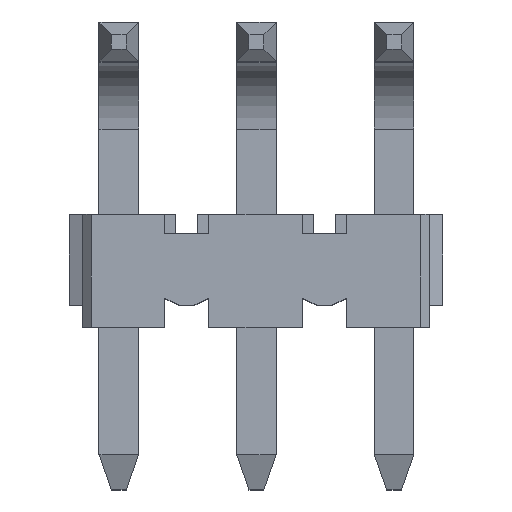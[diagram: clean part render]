
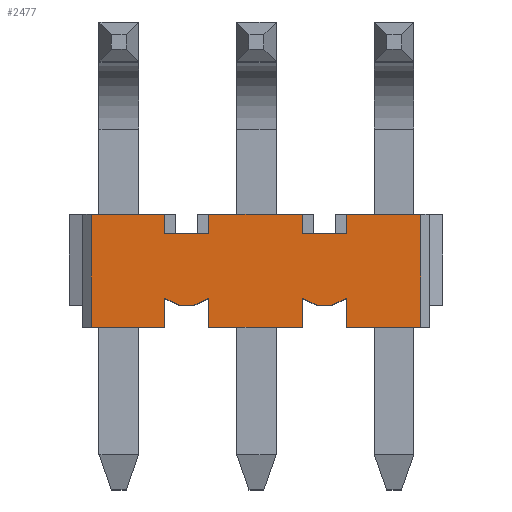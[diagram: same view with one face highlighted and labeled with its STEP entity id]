
A CAD part, top view. The second image highlights one B-rep face of the part: STEP entity #2477.
In plain terms, the highlighted planar face has unit normal (0, 0, 1).
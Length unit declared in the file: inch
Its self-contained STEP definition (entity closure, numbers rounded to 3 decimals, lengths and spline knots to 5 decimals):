
#17=DIRECTION('',(1.,0.,0.));
#18=VECTOR('',#17,0.084);
#19=CARTESIAN_POINT('',(0.1025,-0.064,0.15));
#20=LINE('',#19,#18);
#45=DIRECTION('',(1.,0.,0.));
#46=VECTOR('',#45,0.083);
#47=CARTESIAN_POINT('',(-0.1865,-0.064,0.15));
#48=LINE('',#47,#46);
#69=DIRECTION('',(1.,0.,0.));
#70=VECTOR('',#69,0.106);
#71=CARTESIAN_POINT('',(-0.0535,-0.064,0.15));
#72=LINE('',#71,#70);
#313=DIRECTION('',(0.,1.,0.));
#314=VECTOR('',#313,0.128);
#315=CARTESIAN_POINT('',(0.1865,-0.064,0.15));
#316=LINE('',#315,#314);
#329=DIRECTION('',(0.,1.,0.));
#330=VECTOR('',#329,0.033);
#331=CARTESIAN_POINT('',(-0.1035,-0.064,0.15));
#332=LINE('',#331,#330);
#333=DIRECTION('',(0.,-1.,0.));
#334=VECTOR('',#333,0.022);
#335=CARTESIAN_POINT('',(-0.1035,0.064,0.15));
#336=LINE('',#335,#334);
#337=DIRECTION('',(1.,0.,0.));
#338=VECTOR('',#337,0.05);
#339=CARTESIAN_POINT('',(-0.1035,0.042,0.15));
#340=LINE('',#339,#338);
#341=DIRECTION('',(0.,-1.,0.));
#342=VECTOR('',#341,0.022);
#343=CARTESIAN_POINT('',(-0.0535,0.064,0.15));
#344=LINE('',#343,#342);
#345=DIRECTION('',(0.,-1.,0.));
#346=VECTOR('',#345,0.022);
#347=CARTESIAN_POINT('',(0.0525,0.064,0.15));
#348=LINE('',#347,#346);
#349=DIRECTION('',(1.,0.,0.));
#350=VECTOR('',#349,0.05);
#351=CARTESIAN_POINT('',(0.0525,0.042,0.15));
#352=LINE('',#351,#350);
#353=DIRECTION('',(0.,-1.,0.));
#354=VECTOR('',#353,0.022);
#355=CARTESIAN_POINT('',(0.1025,0.064,0.15));
#356=LINE('',#355,#354);
#357=DIRECTION('',(0.,1.,0.));
#358=VECTOR('',#357,0.033);
#359=CARTESIAN_POINT('',(0.1025,-0.064,0.15));
#360=LINE('',#359,#358);
#361=DIRECTION('',(-0.905,-0.426,0.));
#362=VECTOR('',#361,0.01879);
#363=CARTESIAN_POINT('',(0.1025,-0.031,0.15));
#364=LINE('',#363,#362);
#365=DIRECTION('',(-1.,0.,0.));
#366=VECTOR('',#365,0.016);
#367=CARTESIAN_POINT('',(0.0855,-0.039,0.15));
#368=LINE('',#367,#366);
#369=DIRECTION('',(-0.905,0.426,0.));
#370=VECTOR('',#369,0.01879);
#371=CARTESIAN_POINT('',(0.0695,-0.039,0.15));
#372=LINE('',#371,#370);
#373=DIRECTION('',(0.,1.,0.));
#374=VECTOR('',#373,0.033);
#375=CARTESIAN_POINT('',(0.0525,-0.064,0.15));
#376=LINE('',#375,#374);
#377=DIRECTION('',(0.,1.,0.));
#378=VECTOR('',#377,0.033);
#379=CARTESIAN_POINT('',(-0.0535,-0.064,0.15));
#380=LINE('',#379,#378);
#381=DIRECTION('',(-0.905,-0.426,0.));
#382=VECTOR('',#381,0.01879);
#383=CARTESIAN_POINT('',(-0.0535,-0.031,0.15));
#384=LINE('',#383,#382);
#385=DIRECTION('',(-1.,0.,0.));
#386=VECTOR('',#385,0.016);
#387=CARTESIAN_POINT('',(-0.0705,-0.039,0.15));
#388=LINE('',#387,#386);
#389=DIRECTION('',(-0.905,0.426,0.));
#390=VECTOR('',#389,0.01879);
#391=CARTESIAN_POINT('',(-0.0865,-0.039,0.15));
#392=LINE('',#391,#390);
#393=DIRECTION('',(0.,1.,0.));
#394=VECTOR('',#393,0.128);
#395=CARTESIAN_POINT('',(-0.1865,-0.064,0.15));
#396=LINE('',#395,#394);
#505=DIRECTION('',(1.,0.,0.));
#506=VECTOR('',#505,0.084);
#507=CARTESIAN_POINT('',(0.1025,0.064,0.15));
#508=LINE('',#507,#506);
#529=DIRECTION('',(1.,0.,0.));
#530=VECTOR('',#529,0.083);
#531=CARTESIAN_POINT('',(-0.1865,0.064,0.15));
#532=LINE('',#531,#530);
#601=DIRECTION('',(1.,0.,0.));
#602=VECTOR('',#601,0.106);
#603=CARTESIAN_POINT('',(-0.0535,0.064,0.15));
#604=LINE('',#603,#602);
#1559=CARTESIAN_POINT('',(0.0525,0.064,0.15));
#1560=VERTEX_POINT('',#1559);
#1561=CARTESIAN_POINT('',(0.1025,0.064,0.15));
#1563=VERTEX_POINT('',#1561);
#1577=CARTESIAN_POINT('',(0.0525,0.042,0.15));
#1578=CARTESIAN_POINT('',(0.1025,0.042,0.15));
#1579=VERTEX_POINT('',#1577);
#1580=VERTEX_POINT('',#1578);
#1604=CARTESIAN_POINT('',(0.0525,-0.064,0.15));
#1606=VERTEX_POINT('',#1604);
#1612=CARTESIAN_POINT('',(0.1025,-0.064,0.15));
#1614=VERTEX_POINT('',#1612);
#1623=CARTESIAN_POINT('',(0.0525,-0.031,0.15));
#1624=VERTEX_POINT('',#1623);
#1625=CARTESIAN_POINT('',(0.1025,-0.031,0.15));
#1626=VERTEX_POINT('',#1625);
#1627=CARTESIAN_POINT('',(0.0855,-0.039,0.15));
#1628=VERTEX_POINT('',#1627);
#1629=CARTESIAN_POINT('',(0.0695,-0.039,0.15));
#1630=VERTEX_POINT('',#1629);
#1681=CARTESIAN_POINT('',(-0.1035,0.064,0.15));
#1682=VERTEX_POINT('',#1681);
#1683=CARTESIAN_POINT('',(-0.0535,0.064,0.15));
#1685=VERTEX_POINT('',#1683);
#1699=CARTESIAN_POINT('',(-0.1035,0.042,0.15));
#1700=CARTESIAN_POINT('',(-0.0535,0.042,0.15));
#1701=VERTEX_POINT('',#1699);
#1702=VERTEX_POINT('',#1700);
#1703=CARTESIAN_POINT('',(0.1865,-0.064,0.15));
#1704=CARTESIAN_POINT('',(0.1865,0.064,0.15));
#1705=VERTEX_POINT('',#1703);
#1706=VERTEX_POINT('',#1704);
#1719=CARTESIAN_POINT('',(-0.1865,-0.064,0.15));
#1720=CARTESIAN_POINT('',(-0.1865,0.064,0.15));
#1721=VERTEX_POINT('',#1719);
#1722=VERTEX_POINT('',#1720);
#1850=CARTESIAN_POINT('',(-0.1035,-0.064,0.15));
#1852=VERTEX_POINT('',#1850);
#1858=CARTESIAN_POINT('',(-0.0535,-0.064,0.15));
#1860=VERTEX_POINT('',#1858);
#1869=CARTESIAN_POINT('',(-0.1035,-0.031,0.15));
#1870=VERTEX_POINT('',#1869);
#1871=CARTESIAN_POINT('',(-0.0535,-0.031,0.15));
#1872=VERTEX_POINT('',#1871);
#1873=CARTESIAN_POINT('',(-0.0705,-0.039,0.15));
#1874=VERTEX_POINT('',#1873);
#1875=CARTESIAN_POINT('',(-0.0865,-0.039,0.15));
#1876=VERTEX_POINT('',#1875);
#2430=CARTESIAN_POINT('',(-0.2115,-0.064,0.15));
#2431=DIRECTION('',(0.,0.,1.));
#2432=DIRECTION('',(1.,0.,0.));
#2433=AXIS2_PLACEMENT_3D('',#2430,#2431,#2432);
#2434=PLANE('',#2433);
#2435=ORIENTED_EDGE('',*,*,#2172,.F.);
#2436=ORIENTED_EDGE('',*,*,#2048,.F.);
#2438=ORIENTED_EDGE('',*,*,#2437,.T.);
#2440=ORIENTED_EDGE('',*,*,#2439,.T.);
#2442=ORIENTED_EDGE('',*,*,#2441,.T.);
#2444=ORIENTED_EDGE('',*,*,#2443,.T.);
#2446=ORIENTED_EDGE('',*,*,#2445,.F.);
#2448=ORIENTED_EDGE('',*,*,#2447,.T.);
#2450=ORIENTED_EDGE('',*,*,#2449,.T.);
#2452=ORIENTED_EDGE('',*,*,#2451,.T.);
#2454=ORIENTED_EDGE('',*,*,#2453,.F.);
#2456=ORIENTED_EDGE('',*,*,#2455,.T.);
#2457=ORIENTED_EDGE('',*,*,#2421,.F.);
#2458=ORIENTED_EDGE('',*,*,#2006,.F.);
#2459=ORIENTED_EDGE('',*,*,#2095,.T.);
#2461=ORIENTED_EDGE('',*,*,#2460,.T.);
#2462=ORIENTED_EDGE('',*,*,#2262,.T.);
#2464=ORIENTED_EDGE('',*,*,#2463,.T.);
#2466=ORIENTED_EDGE('',*,*,#2465,.F.);
#2467=ORIENTED_EDGE('',*,*,#2076,.F.);
#2469=ORIENTED_EDGE('',*,*,#2468,.T.);
#2471=ORIENTED_EDGE('',*,*,#2470,.T.);
#2472=ORIENTED_EDGE('',*,*,#2334,.T.);
#2474=ORIENTED_EDGE('',*,*,#2473,.T.);
#2475=EDGE_LOOP('',(#2435,#2436,#2438,#2440,#2442,#2444,#2446,#2448,#2450,#2452,
#2454,#2456,#2457,#2458,#2459,#2461,#2462,#2464,#2466,#2467,#2469,#2471,#2472,
#2474));
#2476=FACE_OUTER_BOUND('',#2475,.F.);
#2477=ADVANCED_FACE('',(#2476),#2434,.T.);
#2006=EDGE_CURVE('',#1614,#1705,#20,.T.);
#2048=EDGE_CURVE('',#1721,#1852,#48,.T.);
#2076=EDGE_CURVE('',#1860,#1606,#72,.T.);
#2095=EDGE_CURVE('',#1614,#1626,#360,.T.);
#2172=EDGE_CURVE('',#1852,#1870,#332,.T.);
#2262=EDGE_CURVE('',#1628,#1630,#368,.T.);
#2334=EDGE_CURVE('',#1874,#1876,#388,.T.);
#2421=EDGE_CURVE('',#1705,#1706,#316,.T.);
#2437=EDGE_CURVE('',#1721,#1722,#396,.T.);
#2439=EDGE_CURVE('',#1722,#1682,#532,.T.);
#2441=EDGE_CURVE('',#1682,#1701,#336,.T.);
#2443=EDGE_CURVE('',#1701,#1702,#340,.T.);
#2445=EDGE_CURVE('',#1685,#1702,#344,.T.);
#2447=EDGE_CURVE('',#1685,#1560,#604,.T.);
#2449=EDGE_CURVE('',#1560,#1579,#348,.T.);
#2451=EDGE_CURVE('',#1579,#1580,#352,.T.);
#2453=EDGE_CURVE('',#1563,#1580,#356,.T.);
#2455=EDGE_CURVE('',#1563,#1706,#508,.T.);
#2460=EDGE_CURVE('',#1626,#1628,#364,.T.);
#2463=EDGE_CURVE('',#1630,#1624,#372,.T.);
#2465=EDGE_CURVE('',#1606,#1624,#376,.T.);
#2468=EDGE_CURVE('',#1860,#1872,#380,.T.);
#2470=EDGE_CURVE('',#1872,#1874,#384,.T.);
#2473=EDGE_CURVE('',#1876,#1870,#392,.T.);
